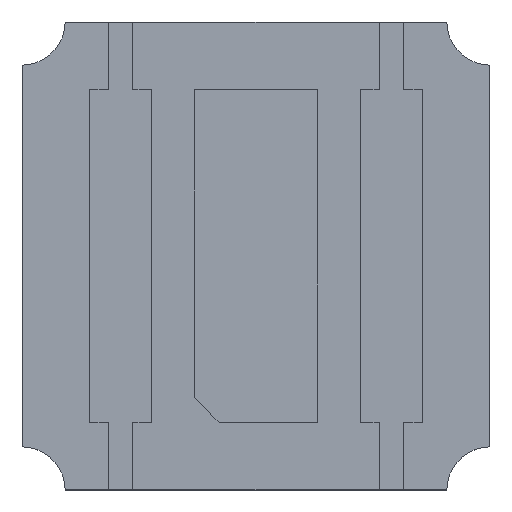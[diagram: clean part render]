
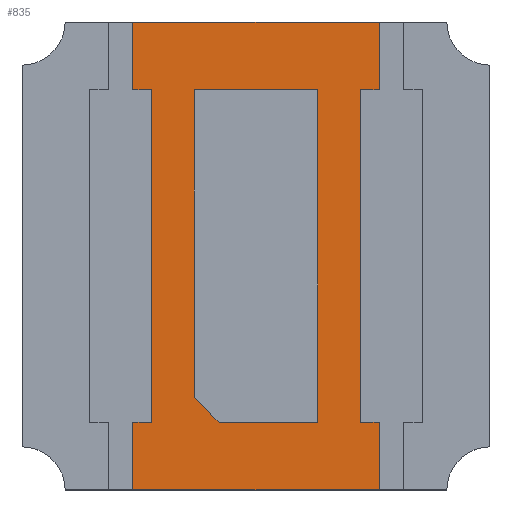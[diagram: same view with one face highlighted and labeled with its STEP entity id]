
A CAD part, top view. The second image highlights one B-rep face of the part: STEP entity #835.
In plain terms, the highlighted planar face has unit normal (0, 0, 1).
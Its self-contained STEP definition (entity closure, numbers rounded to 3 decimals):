
#73=DIRECTION('',(1.,0.,0.));
#74=VECTOR('',#73,0.15);
#75=CARTESIAN_POINT('',(-1.,-1.35,0.3));
#76=LINE('',#75,#74);
#77=DIRECTION('',(0.,1.,0.));
#78=VECTOR('',#77,2.7);
#79=CARTESIAN_POINT('',(-0.85,-1.35,0.3));
#80=LINE('',#79,#78);
#81=DIRECTION('',(-1.,0.,0.));
#82=VECTOR('',#81,0.15);
#83=CARTESIAN_POINT('',(-0.85,1.35,0.3));
#84=LINE('',#83,#82);
#85=DIRECTION('',(0.,-1.,0.));
#86=VECTOR('',#85,0.55);
#87=CARTESIAN_POINT('',(-1.,1.9,0.3));
#88=LINE('',#87,#86);
#89=DIRECTION('',(-1.,0.,0.));
#90=VECTOR('',#89,2.);
#91=CARTESIAN_POINT('',(1.,1.9,0.3));
#92=LINE('',#91,#90);
#93=DIRECTION('',(0.,-1.,0.));
#94=VECTOR('',#93,0.55);
#95=CARTESIAN_POINT('',(1.,1.9,0.3));
#96=LINE('',#95,#94);
#97=DIRECTION('',(-1.,0.,0.));
#98=VECTOR('',#97,0.15);
#99=CARTESIAN_POINT('',(1.,1.35,0.3));
#100=LINE('',#99,#98);
#101=DIRECTION('',(0.,-1.,0.));
#102=VECTOR('',#101,2.7);
#103=CARTESIAN_POINT('',(0.85,1.35,0.3));
#104=LINE('',#103,#102);
#105=DIRECTION('',(1.,0.,0.));
#106=VECTOR('',#105,0.15);
#107=CARTESIAN_POINT('',(0.85,-1.35,0.3));
#108=LINE('',#107,#106);
#109=DIRECTION('',(0.,-1.,0.));
#110=VECTOR('',#109,0.55);
#111=CARTESIAN_POINT('',(1.,-1.35,0.3));
#112=LINE('',#111,#110);
#113=DIRECTION('',(1.,0.,0.));
#114=VECTOR('',#113,2.);
#115=CARTESIAN_POINT('',(-1.,-1.9,0.3));
#116=LINE('',#115,#114);
#117=DIRECTION('',(0.,1.,0.));
#118=VECTOR('',#117,0.55);
#119=CARTESIAN_POINT('',(-1.,-1.9,0.3));
#120=LINE('',#119,#118);
#163=DIRECTION('',(0.707,-0.707,0.));
#164=VECTOR('',#163,0.283);
#165=CARTESIAN_POINT('',(-0.5,-1.15,0.3));
#166=LINE('',#165,#164);
#167=DIRECTION('',(1.,0.,0.));
#168=VECTOR('',#167,0.8);
#169=CARTESIAN_POINT('',(-0.3,-1.35,0.3));
#170=LINE('',#169,#168);
#171=DIRECTION('',(0.,1.,0.));
#172=VECTOR('',#171,2.7);
#173=CARTESIAN_POINT('',(0.5,-1.35,0.3));
#174=LINE('',#173,#172);
#175=DIRECTION('',(-1.,0.,0.));
#176=VECTOR('',#175,1.);
#177=CARTESIAN_POINT('',(0.5,1.35,0.3));
#178=LINE('',#177,#176);
#179=DIRECTION('',(0.,-1.,0.));
#180=VECTOR('',#179,2.5);
#181=CARTESIAN_POINT('',(-0.5,1.35,0.3));
#182=LINE('',#181,#180);
#617=CARTESIAN_POINT('',(-1.,-1.35,0.3));
#618=CARTESIAN_POINT('',(-0.85,-1.35,0.3));
#619=VERTEX_POINT('',#617);
#620=VERTEX_POINT('',#618);
#621=CARTESIAN_POINT('',(-0.85,1.35,0.3));
#622=VERTEX_POINT('',#621);
#629=CARTESIAN_POINT('',(-0.5,-1.15,0.3));
#630=CARTESIAN_POINT('',(-0.3,-1.35,0.3));
#631=VERTEX_POINT('',#629);
#632=VERTEX_POINT('',#630);
#633=CARTESIAN_POINT('',(0.5,-1.35,0.3));
#634=VERTEX_POINT('',#633);
#635=CARTESIAN_POINT('',(0.5,1.35,0.3));
#636=VERTEX_POINT('',#635);
#637=CARTESIAN_POINT('',(-0.5,1.35,0.3));
#638=VERTEX_POINT('',#637);
#645=CARTESIAN_POINT('',(1.,1.35,0.3));
#646=CARTESIAN_POINT('',(0.85,1.35,0.3));
#647=VERTEX_POINT('',#645);
#648=VERTEX_POINT('',#646);
#649=CARTESIAN_POINT('',(0.85,-1.35,0.3));
#650=VERTEX_POINT('',#649);
#679=CARTESIAN_POINT('',(-1.,-1.9,0.3));
#680=VERTEX_POINT('',#679);
#681=CARTESIAN_POINT('',(-1.,1.35,0.3));
#682=VERTEX_POINT('',#681);
#683=CARTESIAN_POINT('',(-1.,1.9,0.3));
#684=VERTEX_POINT('',#683);
#687=CARTESIAN_POINT('',(1.,-1.35,0.3));
#688=VERTEX_POINT('',#687);
#689=CARTESIAN_POINT('',(1.,-1.9,0.3));
#690=VERTEX_POINT('',#689);
#697=CARTESIAN_POINT('',(1.,1.9,0.3));
#698=VERTEX_POINT('',#697);
#793=CARTESIAN_POINT('',(0.,0.,0.3));
#794=DIRECTION('',(0.,0.,1.));
#795=DIRECTION('',(1.,0.,0.));
#796=AXIS2_PLACEMENT_3D('',#793,#794,#795);
#797=PLANE('',#796);
#799=ORIENTED_EDGE('',*,*,#798,.T.);
#801=ORIENTED_EDGE('',*,*,#800,.T.);
#803=ORIENTED_EDGE('',*,*,#802,.T.);
#805=ORIENTED_EDGE('',*,*,#804,.F.);
#806=ORIENTED_EDGE('',*,*,#776,.F.);
#808=ORIENTED_EDGE('',*,*,#807,.T.);
#810=ORIENTED_EDGE('',*,*,#809,.T.);
#812=ORIENTED_EDGE('',*,*,#811,.T.);
#814=ORIENTED_EDGE('',*,*,#813,.T.);
#816=ORIENTED_EDGE('',*,*,#815,.T.);
#818=ORIENTED_EDGE('',*,*,#817,.F.);
#820=ORIENTED_EDGE('',*,*,#819,.T.);
#821=EDGE_LOOP('',(#799,#801,#803,#805,#806,#808,#810,#812,#814,#816,#818,
#820));
#822=FACE_OUTER_BOUND('',#821,.F.);
#824=ORIENTED_EDGE('',*,*,#823,.T.);
#826=ORIENTED_EDGE('',*,*,#825,.T.);
#828=ORIENTED_EDGE('',*,*,#827,.T.);
#830=ORIENTED_EDGE('',*,*,#829,.T.);
#832=ORIENTED_EDGE('',*,*,#831,.T.);
#833=EDGE_LOOP('',(#824,#826,#828,#830,#832));
#834=FACE_BOUND('',#833,.F.);
#835=ADVANCED_FACE('',(#822,#834),#797,.T.);
#776=EDGE_CURVE('',#698,#684,#92,.T.);
#798=EDGE_CURVE('',#619,#620,#76,.T.);
#800=EDGE_CURVE('',#620,#622,#80,.T.);
#802=EDGE_CURVE('',#622,#682,#84,.T.);
#804=EDGE_CURVE('',#684,#682,#88,.T.);
#807=EDGE_CURVE('',#698,#647,#96,.T.);
#809=EDGE_CURVE('',#647,#648,#100,.T.);
#811=EDGE_CURVE('',#648,#650,#104,.T.);
#813=EDGE_CURVE('',#650,#688,#108,.T.);
#815=EDGE_CURVE('',#688,#690,#112,.T.);
#817=EDGE_CURVE('',#680,#690,#116,.T.);
#819=EDGE_CURVE('',#680,#619,#120,.T.);
#823=EDGE_CURVE('',#631,#632,#166,.T.);
#825=EDGE_CURVE('',#632,#634,#170,.T.);
#827=EDGE_CURVE('',#634,#636,#174,.T.);
#829=EDGE_CURVE('',#636,#638,#178,.T.);
#831=EDGE_CURVE('',#638,#631,#182,.T.);
